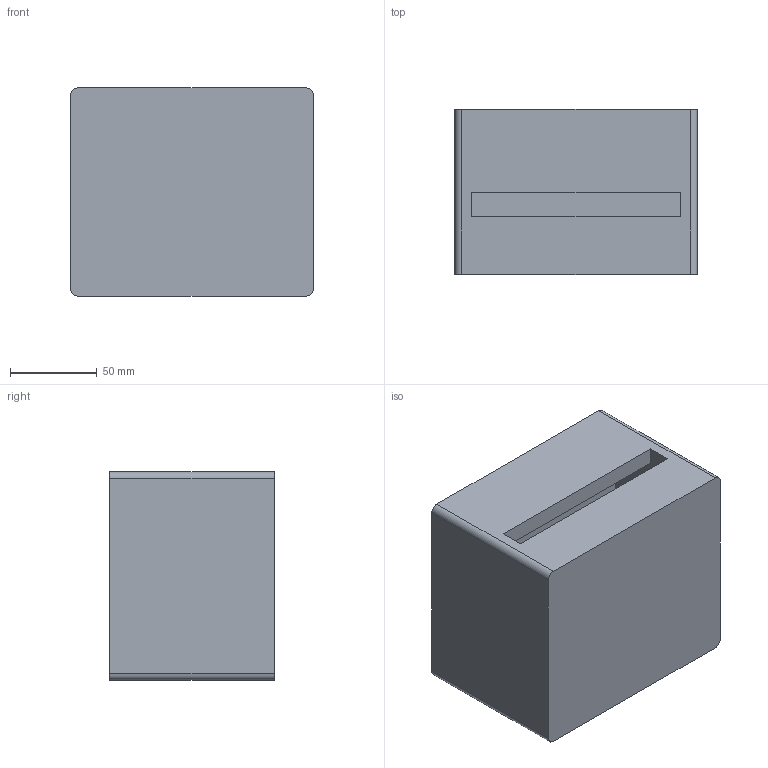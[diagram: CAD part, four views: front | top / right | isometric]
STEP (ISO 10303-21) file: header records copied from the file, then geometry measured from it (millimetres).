
FILE_DESCRIPTION (( 'STEP AP203' ), '1' );
FILE_NAME ('Box and Lid Combination - Final Version.STEP', '2024-06-15T09:12:54', ( '' ), ( '' ), 'SwSTEP 2.0', 'SolidWorks 2022', '' );
FILE_SCHEMA (( 'CONFIG_CONTROL_DESIGN' ));
Length unit declared in the file: millimetre
Products named in the file (1): Box and Lid Combination - Final Version
Bounding box: 140 x 95 x 120 mm (x, y, z)
Volume: 961307.6 mm3; surface area: 130932.5 mm2
Topology: 1 solids, 1 shells, 36 faces, 84 edges, 56 vertices
Faces by surface type: plane 20, cylinder 16
Entity records: 1121 total; most frequent: DIRECTION 190, CARTESIAN_POINT 177, ORIENTED_EDGE 168, EDGE_CURVE 84, AXIS2_PLACEMENT_3D 69, VERTEX_POINT 56, VECTOR 52, LINE 52
